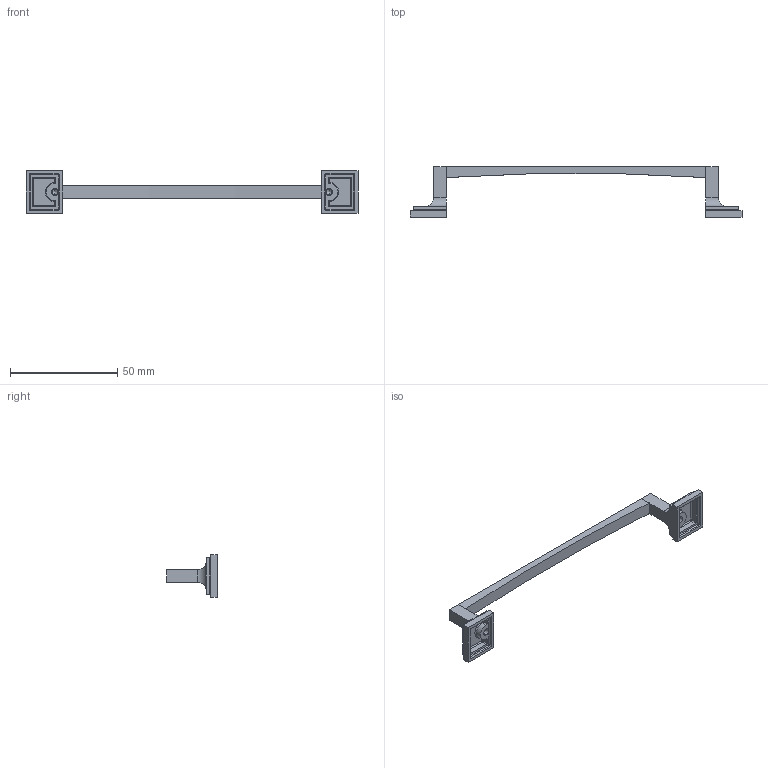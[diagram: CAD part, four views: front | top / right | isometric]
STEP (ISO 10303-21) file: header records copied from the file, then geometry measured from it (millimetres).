
FILE_DESCRIPTION (( 'STEP AP214' ), '1' );
FILE_NAME ('F003223,F003224_3D.step', '2022-08-15T13:04:51', ( '' ), ( '' ), 'SwSTEP 2.0', 'SolidWorks 2020', '' );
FILE_SCHEMA (( 'AUTOMOTIVE_DESIGN' ));
Length unit declared in the file: millimetre
Products named in the file (1): F003223,F003224_3D
Bounding box: 155 x 23.5 x 20 mm (x, y, z)
Volume: 5655.6 mm3; surface area: 5916.2 mm2
Topology: 3 solids, 3 shells, 162 faces, 446 edges, 250 vertices
Faces by surface type: cylinder 57, plane 55, bspline 46, cone 4
Entity records: 7290 total; most frequent: CARTESIAN_POINT 1661, DIRECTION 816, ORIENTED_EDGE 804, EDGE_CURVE 402, AXIS2_PLACEMENT_3D 309, VERTEX_POINT 250, LINE 198, VECTOR 198
